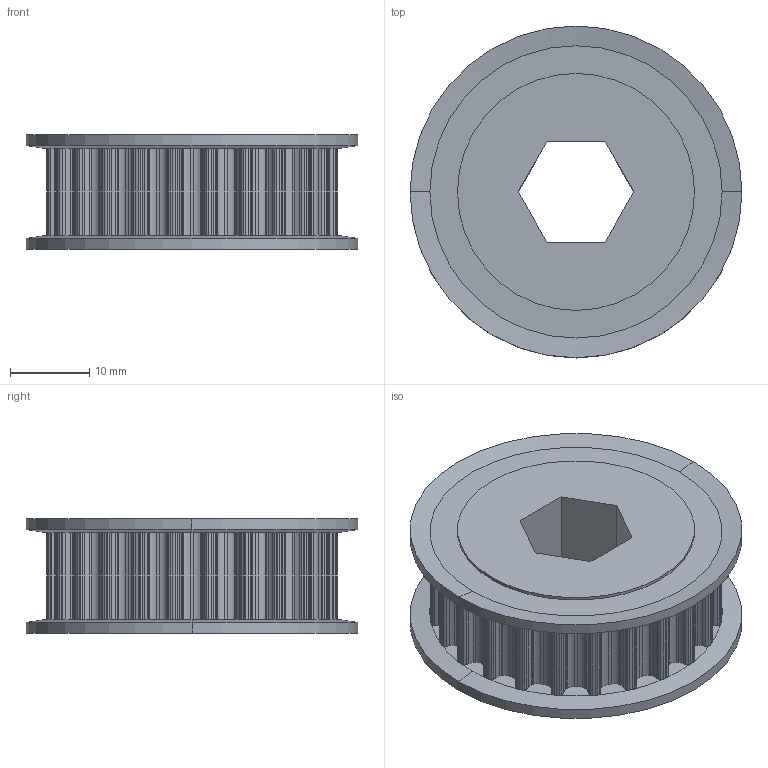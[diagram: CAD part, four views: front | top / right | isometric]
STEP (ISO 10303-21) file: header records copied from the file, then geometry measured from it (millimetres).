
FILE_DESCRIPTION (( 'STEP AP214' ), '1' );
FILE_NAME ('217-3227-STEP.STEP', '2013-12-10T21:22:17', ( '' ), ( '' ), 'SwSTEP 2.0', 'SolidWorks 2013', '' );
FILE_SCHEMA (( 'AUTOMOTIVE_DESIGN' ));
Length unit declared in the file: millimetre
Products named in the file (1): 217-3227-STEP
Bounding box: 42 x 42 x 14.5 mm (x, y, z)
Volume: 12680.5 mm3; surface area: 6320.5 mm2
Topology: 1 solids, 1 shells, 552 faces, 1540 edges, 992 vertices
Faces by surface type: cylinder 366, plane 178, cone 8
Entity records: 18162 total; most frequent: DIRECTION 3578, CARTESIAN_POINT 3085, ORIENTED_EDGE 3080, EDGE_CURVE 1540, AXIS2_PLACEMENT_3D 1485, VERTEX_POINT 992, CIRCLE 932, VECTOR 608
